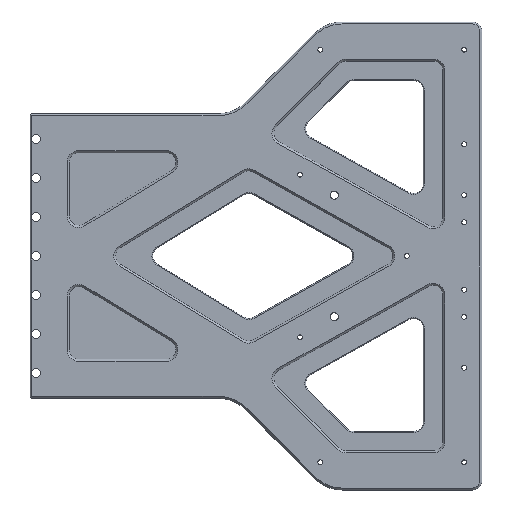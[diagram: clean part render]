
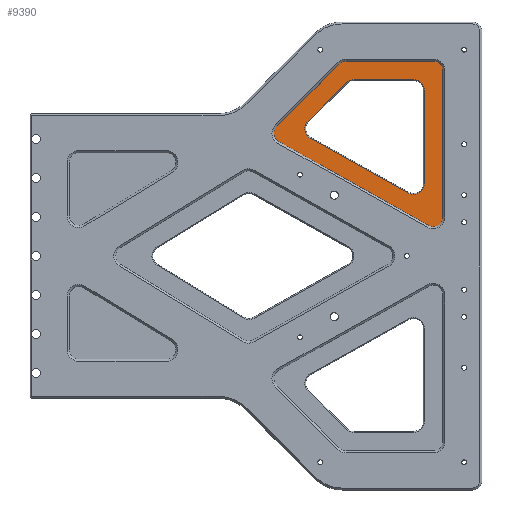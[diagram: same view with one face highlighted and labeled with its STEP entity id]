
A CAD part, top view. The second image highlights one B-rep face of the part: STEP entity #9390.
In plain terms, the highlighted planar face has unit normal (0, 0, 1).
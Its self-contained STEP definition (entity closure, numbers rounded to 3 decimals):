
#88 = CIRCLE ( 'NONE', #1002, 5. ) ;
#307 = ORIENTED_EDGE ( 'NONE', *, *, #7217, .T. ) ;
#347 = CIRCLE ( 'NONE', #10317, 5.5 ) ;
#418 = CARTESIAN_POINT ( 'NONE',  ( 0., 100., 1. ) ) ;
#431 = AXIS2_PLACEMENT_3D ( 'NONE', #5924, #13424, #591 ) ;
#591 = DIRECTION ( 'NONE',  ( 1., 0., 0. ) ) ;
#622 = CARTESIAN_POINT ( 'NONE',  ( 133.063, 58.616, 1. ) ) ;
#625 = DIRECTION ( 'NONE',  ( 0., 1., 0. ) ) ;
#640 = DIRECTION ( 'NONE',  ( 1., 0., 0. ) ) ;
#700 = AXIS2_PLACEMENT_3D ( 'NONE', #11419, #1718, #640 ) ;
#902 = VECTOR ( 'NONE', #625, 1000. ) ;
#943 = VERTEX_POINT ( 'NONE', #622 ) ;
#952 = VERTEX_POINT ( 'NONE', #7162 ) ;
#955 = ORIENTED_EDGE ( 'NONE', *, *, #11377, .T. ) ;
#1002 = AXIS2_PLACEMENT_3D ( 'NONE', #13194, #7111, #5764 ) ;
#1039 = CARTESIAN_POINT ( 'NONE',  ( 217.176, 19.999, 1. ) ) ;
#1225 = CARTESIAN_POINT ( 'NONE',  ( 202.176, 37.069, 1. ) ) ;
#1540 = CIRCLE ( 'NONE', #14010, 5.5 ) ;
#1710 = DIRECTION ( 'NONE',  ( 0., 0., 1. ) ) ;
#1718 = DIRECTION ( 'NONE',  ( 0., 0., 1. ) ) ;
#1755 = CARTESIAN_POINT ( 'NONE',  ( 212.176, 19.999, 1. ) ) ;
#1883 = EDGE_CURVE ( 'NONE', #13630, #3077, #5935, .T. ) ;
#2012 = CARTESIAN_POINT ( 'NONE',  ( 209.731, 15.638, 1. ) ) ;
#2040 = DIRECTION ( 'NONE',  ( 1., 0., 0. ) ) ;
#2088 = LINE ( 'NONE', #6415, #8620 ) ;
#2350 = EDGE_CURVE ( 'NONE', #9999, #4279, #347, .T. ) ;
#2458 = LINE ( 'NONE', #6716, #10862 ) ;
#2527 = DIRECTION ( 'NONE',  ( 0., 0., -1. ) ) ;
#2542 = EDGE_CURVE ( 'NONE', #10245, #9204, #11674, .T. ) ;
#2958 = VERTEX_POINT ( 'NONE', #3817 ) ;
#3060 = CARTESIAN_POINT ( 'NONE',  ( 167.784, 88.889, 1. ) ) ;
#3077 = VERTEX_POINT ( 'NONE', #1039 ) ;
#3655 = CIRCLE ( 'NONE', #700, 5. ) ;
#3743 = CARTESIAN_POINT ( 'NONE',  ( 56.818, 101.357, 1. ) ) ;
#3811 = CARTESIAN_POINT ( 'NONE',  ( 149.227, 60.446, 1. ) ) ;
#3817 = CARTESIAN_POINT ( 'NONE',  ( 167.784, 88.889, 1. ) ) ;
#3912 = VERTEX_POINT ( 'NONE', #6955 ) ;
#4150 = VERTEX_POINT ( 'NONE', #14026 ) ;
#4279 = VERTEX_POINT ( 'NONE', #9039 ) ;
#4337 = AXIS2_PLACEMENT_3D ( 'NONE', #1755, #6021, #6085 ) ;
#4503 = CARTESIAN_POINT ( 'NONE',  ( 217.176, 95., 1. ) ) ;
#4710 = ORIENTED_EDGE ( 'NONE', *, *, #8464, .T. ) ;
#4718 = EDGE_CURVE ( 'NONE', #2958, #4150, #13787, .T. ) ;
#4767 = DIRECTION ( 'NONE',  ( -1., 0., 0. ) ) ;
#4842 = FACE_OUTER_BOUND ( 'NONE', #7579, .T. ) ;
#4877 = CARTESIAN_POINT ( 'NONE',  ( 151.916, 65.243, 1. ) ) ;
#4910 = PLANE ( 'NONE',  #12497 ) ;
#5026 = LINE ( 'NONE', #3743, #11800 ) ;
#5051 = CARTESIAN_POINT ( 'NONE',  ( 0., 0., 1. ) ) ;
#5064 = AXIS2_PLACEMENT_3D ( 'NONE', #10762, #11877, #2040 ) ;
#5121 = CARTESIAN_POINT ( 'NONE',  ( 131.973, 66.513, 1. ) ) ;
#5132 = CARTESIAN_POINT ( 'NONE',  ( 202.176, 85., 1. ) ) ;
#5336 = ORIENTED_EDGE ( 'NONE', *, *, #7012, .T. ) ;
#5424 = VERTEX_POINT ( 'NONE', #9326 ) ;
#5440 = CARTESIAN_POINT ( 'NONE',  ( 212.176, 100., 1. ) ) ;
#5564 = DIRECTION ( 'NONE',  ( 1., 0., 0. ) ) ;
#5764 = DIRECTION ( 'NONE',  ( 1., 0., 0. ) ) ;
#5827 = LINE ( 'NONE', #418, #13854 ) ;
#5868 = DIRECTION ( 'NONE',  ( -0.872, 0.489, 0. ) ) ;
#5924 = CARTESIAN_POINT ( 'NONE',  ( 171.673, 85., 1. ) ) ;
#5935 = CIRCLE ( 'NONE', #4337, 5. ) ;
#5978 = FACE_BOUND ( 'NONE', #7796, .T. ) ;
#6021 = DIRECTION ( 'NONE',  ( 0., 0., 1. ) ) ;
#6044 = DIRECTION ( 'NONE',  ( 1., 0., 0. ) ) ;
#6085 = DIRECTION ( 'NONE',  ( 1., 0., 0. ) ) ;
#6125 = DIRECTION ( 'NONE',  ( 0., 0., -1. ) ) ;
#6415 = CARTESIAN_POINT ( 'NONE',  ( 207.676, 37.069, 1. ) ) ;
#6423 = DIRECTION ( 'NONE',  ( -0.707, -0.707, 0. ) ) ;
#6696 = VERTEX_POINT ( 'NONE', #5440 ) ;
#6716 = CARTESIAN_POINT ( 'NONE',  ( 202.176, 90.5, 1. ) ) ;
#6779 = DIRECTION ( 'NONE',  ( 1., 0., 0. ) ) ;
#6871 = CARTESIAN_POINT ( 'NONE',  ( 207.676, 85., 1. ) ) ;
#6955 = CARTESIAN_POINT ( 'NONE',  ( 167.531, 100., 1. ) ) ;
#7012 = EDGE_CURVE ( 'NONE', #10560, #10245, #2088, .T. ) ;
#7039 = ORIENTED_EDGE ( 'NONE', *, *, #1883, .T. ) ;
#7111 = DIRECTION ( 'NONE',  ( 0., 0., 1. ) ) ;
#7146 = ORIENTED_EDGE ( 'NONE', *, *, #11580, .T. ) ;
#7162 = CARTESIAN_POINT ( 'NONE',  ( 202.176, 90.5, 1. ) ) ;
#7217 = EDGE_CURVE ( 'NONE', #10293, #943, #3655, .T. ) ;
#7307 = CARTESIAN_POINT ( 'NONE',  ( 207.676, 37.069, 1. ) ) ;
#7454 = ORIENTED_EDGE ( 'NONE', *, *, #7556, .T. ) ;
#7556 = EDGE_CURVE ( 'NONE', #3077, #12240, #11534, .T. ) ;
#7579 = EDGE_LOOP ( 'NONE', ( #9366, #7039, #7454, #9565, #8687, #13027, #955, #307 ) ) ;
#7796 = EDGE_LOOP ( 'NONE', ( #13571, #12568, #4710, #10667, #9780, #7146, #5336, #13469 ) ) ;
#7832 = AXIS2_PLACEMENT_3D ( 'NONE', #1225, #10937, #5564 ) ;
#7867 = CARTESIAN_POINT ( 'NONE',  ( 199.486, 32.271, 1. ) ) ;
#8464 = EDGE_CURVE ( 'NONE', #4279, #2958, #8509, .T. ) ;
#8509 = LINE ( 'NONE', #3060, #12001 ) ;
#8620 = VECTOR ( 'NONE', #10737, 1000. ) ;
#8687 = ORIENTED_EDGE ( 'NONE', *, *, #9246, .T. ) ;
#9039 = CARTESIAN_POINT ( 'NONE',  ( 148.027, 69.132, 1. ) ) ;
#9204 = VERTEX_POINT ( 'NONE', #7867 ) ;
#9246 = EDGE_CURVE ( 'NONE', #6696, #3912, #5827, .T. ) ;
#9326 = CARTESIAN_POINT ( 'NONE',  ( 163.996, 98.536, 1. ) ) ;
#9363 = DIRECTION ( 'NONE',  ( 1., 0., 0. ) ) ;
#9366 = ORIENTED_EDGE ( 'NONE', *, *, #11019, .F. ) ;
#9381 = LINE ( 'NONE', #10526, #12407 ) ;
#9390 = ADVANCED_FACE ( 'NONE', ( #5978, #4842 ), #4910, .T. ) ;
#9565 = ORIENTED_EDGE ( 'NONE', *, *, #9875, .T. ) ;
#9780 = ORIENTED_EDGE ( 'NONE', *, *, #11975, .T. ) ;
#9875 = EDGE_CURVE ( 'NONE', #12240, #6696, #13650, .T. ) ;
#9951 = DIRECTION ( 'NONE',  ( -0.872, 0.489, 0. ) ) ;
#9999 = VERTEX_POINT ( 'NONE', #3811 ) ;
#10245 = VERTEX_POINT ( 'NONE', #7307 ) ;
#10293 = VERTEX_POINT ( 'NONE', #5121 ) ;
#10317 = AXIS2_PLACEMENT_3D ( 'NONE', #4877, #2527, #11368 ) ;
#10484 = DIRECTION ( 'NONE',  ( 0.707, 0.707, 0. ) ) ;
#10526 = CARTESIAN_POINT ( 'NONE',  ( 32.73, -32.73, 1. ) ) ;
#10560 = VERTEX_POINT ( 'NONE', #6871 ) ;
#10667 = ORIENTED_EDGE ( 'NONE', *, *, #4718, .T. ) ;
#10737 = DIRECTION ( 'NONE',  ( 0., -1., 0. ) ) ;
#10762 = CARTESIAN_POINT ( 'NONE',  ( 212.176, 95., 1. ) ) ;
#10862 = VECTOR ( 'NONE', #6779, 1000. ) ;
#10937 = DIRECTION ( 'NONE',  ( 0., 0., -1. ) ) ;
#11019 = EDGE_CURVE ( 'NONE', #13630, #943, #5026, .T. ) ;
#11026 = CARTESIAN_POINT ( 'NONE',  ( 149.227, 60.446, 1. ) ) ;
#11368 = DIRECTION ( 'NONE',  ( 1., 0., 0. ) ) ;
#11377 = EDGE_CURVE ( 'NONE', #5424, #10293, #9381, .T. ) ;
#11419 = CARTESIAN_POINT ( 'NONE',  ( 135.508, 62.977, 1. ) ) ;
#11534 = LINE ( 'NONE', #13669, #902 ) ;
#11580 = EDGE_CURVE ( 'NONE', #952, #10560, #1540, .T. ) ;
#11674 = CIRCLE ( 'NONE', #7832, 5.5 ) ;
#11800 = VECTOR ( 'NONE', #5868, 1000. ) ;
#11877 = DIRECTION ( 'NONE',  ( 0., 0., 1. ) ) ;
#11892 = EDGE_CURVE ( 'NONE', #9204, #9999, #12089, .T. ) ;
#11975 = EDGE_CURVE ( 'NONE', #4150, #952, #2458, .T. ) ;
#12001 = VECTOR ( 'NONE', #10484, 1000. ) ;
#12089 = LINE ( 'NONE', #11026, #14025 ) ;
#12240 = VERTEX_POINT ( 'NONE', #4503 ) ;
#12407 = VECTOR ( 'NONE', #6423, 1000. ) ;
#12497 = AXIS2_PLACEMENT_3D ( 'NONE', #5051, #1710, #6044 ) ;
#12568 = ORIENTED_EDGE ( 'NONE', *, *, #2350, .T. ) ;
#13027 = ORIENTED_EDGE ( 'NONE', *, *, #13804, .T. ) ;
#13194 = CARTESIAN_POINT ( 'NONE',  ( 167.531, 95., 1. ) ) ;
#13424 = DIRECTION ( 'NONE',  ( 0., 0., -1. ) ) ;
#13469 = ORIENTED_EDGE ( 'NONE', *, *, #2542, .T. ) ;
#13571 = ORIENTED_EDGE ( 'NONE', *, *, #11892, .T. ) ;
#13630 = VERTEX_POINT ( 'NONE', #2012 ) ;
#13650 = CIRCLE ( 'NONE', #5064, 5. ) ;
#13669 = CARTESIAN_POINT ( 'NONE',  ( 217.176, 0., 1. ) ) ;
#13787 = CIRCLE ( 'NONE', #431, 5.5 ) ;
#13804 = EDGE_CURVE ( 'NONE', #3912, #5424, #88, .T. ) ;
#13854 = VECTOR ( 'NONE', #4767, 1000. ) ;
#14010 = AXIS2_PLACEMENT_3D ( 'NONE', #5132, #6125, #9363 ) ;
#14025 = VECTOR ( 'NONE', #9951, 1000. ) ;
#14026 = CARTESIAN_POINT ( 'NONE',  ( 171.673, 90.5, 1. ) ) ;
